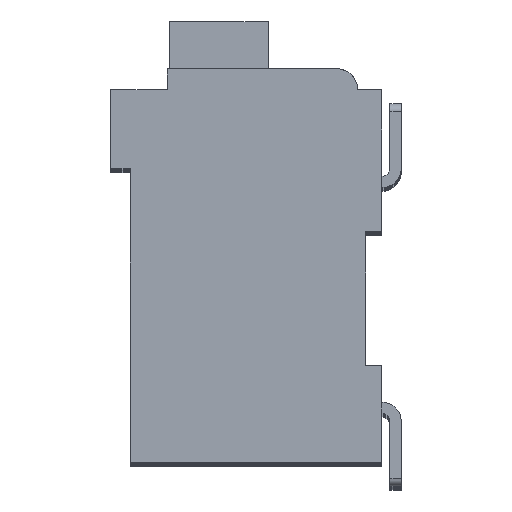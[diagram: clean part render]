
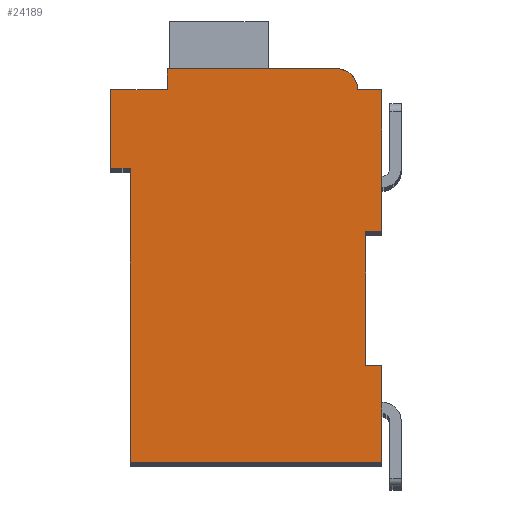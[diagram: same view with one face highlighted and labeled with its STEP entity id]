
A CAD part, top view. The second image highlights one B-rep face of the part: STEP entity #24189.
In plain terms, the highlighted planar face has unit normal (0, 0, 1).
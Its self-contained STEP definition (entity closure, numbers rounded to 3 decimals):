
#7550=DIRECTION('',(1.,0.,0.));
#7551=VECTOR('',#7550,0.5);
#7552=CARTESIAN_POINT('',(7.3,7.15,2.1));
#7553=LINE('',#7552,#7551);
#7554=DIRECTION('',(0.,1.,0.));
#7555=VECTOR('',#7554,4.15);
#7556=CARTESIAN_POINT('',(7.3,3.,2.1));
#7557=LINE('',#7556,#7555);
#7558=DIRECTION('',(-1.,0.,0.));
#7559=VECTOR('',#7558,0.5);
#7560=CARTESIAN_POINT('',(7.8,3.,2.1));
#7561=LINE('',#7560,#7559);
#7562=DIRECTION('',(0.,1.,0.));
#7563=VECTOR('',#7562,3.);
#7564=CARTESIAN_POINT('',(7.8,0.,2.1));
#7565=LINE('',#7564,#7563);
#7566=DIRECTION('',(1.,0.,0.));
#7567=VECTOR('',#7566,7.8);
#7568=CARTESIAN_POINT('',(0.,0.,2.1));
#7569=LINE('',#7568,#7567);
#7570=DIRECTION('',(0.,-1.,0.));
#7571=VECTOR('',#7570,9.1);
#7572=CARTESIAN_POINT('',(0.,9.1,2.1));
#7573=LINE('',#7572,#7571);
#7574=DIRECTION('',(1.,0.,0.));
#7575=VECTOR('',#7574,0.6);
#7576=CARTESIAN_POINT('',(-0.6,9.1,2.1));
#7577=LINE('',#7576,#7575);
#7578=DIRECTION('',(0.,-1.,0.));
#7579=VECTOR('',#7578,2.45);
#7580=CARTESIAN_POINT('',(-0.6,11.55,2.1));
#7581=LINE('',#7580,#7579);
#7582=DIRECTION('',(-1.,0.,0.));
#7583=VECTOR('',#7582,1.75);
#7584=CARTESIAN_POINT('',(1.15,11.55,2.1));
#7585=LINE('',#7584,#7583);
#7586=DIRECTION('',(0.,-1.,0.));
#7587=VECTOR('',#7586,0.65);
#7588=CARTESIAN_POINT('',(1.15,12.2,2.1));
#7589=LINE('',#7588,#7587);
#7590=DIRECTION('',(-1.,0.,0.));
#7591=VECTOR('',#7590,5.25);
#7592=CARTESIAN_POINT('',(6.4,12.2,2.1));
#7593=LINE('',#7592,#7591);
#7594=CARTESIAN_POINT('',(6.4,11.55,2.1));
#7595=DIRECTION('',(0.,0.,1.));
#7596=DIRECTION('',(1.,0.,0.));
#7597=AXIS2_PLACEMENT_3D('',#7594,#7595,#7596);
#7599=DIRECTION('',(-1.,0.,0.));
#7600=VECTOR('',#7599,0.75);
#7601=CARTESIAN_POINT('',(7.8,11.55,2.1));
#7602=LINE('',#7601,#7600);
#7603=DIRECTION('',(0.,1.,0.));
#7604=VECTOR('',#7603,4.4);
#7605=CARTESIAN_POINT('',(7.8,7.15,2.1));
#7606=LINE('',#7605,#7604);
#11989=CARTESIAN_POINT('',(7.3,7.15,2.1));
#11990=CARTESIAN_POINT('',(7.8,7.15,2.1));
#11991=VERTEX_POINT('',#11989);
#11992=VERTEX_POINT('',#11990);
#11993=CARTESIAN_POINT('',(7.8,11.55,2.1));
#11994=VERTEX_POINT('',#11993);
#11995=CARTESIAN_POINT('',(7.05,11.55,2.1));
#11996=VERTEX_POINT('',#11995);
#11997=CARTESIAN_POINT('',(6.4,12.2,2.1));
#11998=VERTEX_POINT('',#11997);
#11999=CARTESIAN_POINT('',(1.15,12.2,2.1));
#12000=VERTEX_POINT('',#11999);
#12001=CARTESIAN_POINT('',(1.15,11.55,2.1));
#12002=VERTEX_POINT('',#12001);
#12003=CARTESIAN_POINT('',(-0.6,11.55,2.1));
#12004=VERTEX_POINT('',#12003);
#12005=CARTESIAN_POINT('',(-0.6,9.1,2.1));
#12006=VERTEX_POINT('',#12005);
#12007=CARTESIAN_POINT('',(0.,9.1,2.1));
#12008=VERTEX_POINT('',#12007);
#12009=CARTESIAN_POINT('',(0.,0.,2.1));
#12010=VERTEX_POINT('',#12009);
#12011=CARTESIAN_POINT('',(7.8,0.,2.1));
#12012=VERTEX_POINT('',#12011);
#12013=CARTESIAN_POINT('',(7.8,3.,2.1));
#12014=VERTEX_POINT('',#12013);
#12015=CARTESIAN_POINT('',(7.3,3.,2.1));
#12016=VERTEX_POINT('',#12015);
#24168=CARTESIAN_POINT('',(0.,0.,2.1));
#24169=DIRECTION('',(0.,0.,1.));
#24170=DIRECTION('',(1.,0.,0.));
#24171=AXIS2_PLACEMENT_3D('',#24168,#24169,#24170);
#24172=PLANE('',#24171);
#24173=ORIENTED_EDGE('',*,*,#15770,.F.);
#24174=ORIENTED_EDGE('',*,*,#16342,.F.);
#24175=ORIENTED_EDGE('',*,*,#20392,.F.);
#24176=ORIENTED_EDGE('',*,*,#20687,.F.);
#24177=ORIENTED_EDGE('',*,*,#21034,.F.);
#24178=ORIENTED_EDGE('',*,*,#21540,.F.);
#24179=ORIENTED_EDGE('',*,*,#21704,.F.);
#24180=ORIENTED_EDGE('',*,*,#22035,.F.);
#24181=ORIENTED_EDGE('',*,*,#22413,.F.);
#24182=ORIENTED_EDGE('',*,*,#22968,.F.);
#24183=ORIENTED_EDGE('',*,*,#23400,.F.);
#24184=ORIENTED_EDGE('',*,*,#22464,.F.);
#24185=ORIENTED_EDGE('',*,*,#22809,.F.);
#24186=ORIENTED_EDGE('',*,*,#16237,.F.);
#24187=EDGE_LOOP('',(#24173,#24174,#24175,#24176,#24177,#24178,#24179,#24180,
#24181,#24182,#24183,#24184,#24185,#24186));
#24188=FACE_OUTER_BOUND('',#24187,.F.);
#7598=CIRCLE('',#7597,0.65);
#15770=EDGE_CURVE('',#11991,#11992,#7553,.T.);
#16237=EDGE_CURVE('',#11992,#11994,#7606,.T.);
#16342=EDGE_CURVE('',#12016,#11991,#7557,.T.);
#20392=EDGE_CURVE('',#12014,#12016,#7561,.T.);
#20687=EDGE_CURVE('',#12012,#12014,#7565,.T.);
#21034=EDGE_CURVE('',#12010,#12012,#7569,.T.);
#21540=EDGE_CURVE('',#12008,#12010,#7573,.T.);
#21704=EDGE_CURVE('',#12006,#12008,#7577,.T.);
#22035=EDGE_CURVE('',#12004,#12006,#7581,.T.);
#22413=EDGE_CURVE('',#12002,#12004,#7585,.T.);
#22464=EDGE_CURVE('',#11996,#11998,#7598,.T.);
#22809=EDGE_CURVE('',#11994,#11996,#7602,.T.);
#22968=EDGE_CURVE('',#12000,#12002,#7589,.T.);
#23400=EDGE_CURVE('',#11998,#12000,#7593,.T.);
#24189=ADVANCED_FACE('',(#24188),#24172,.T.);
